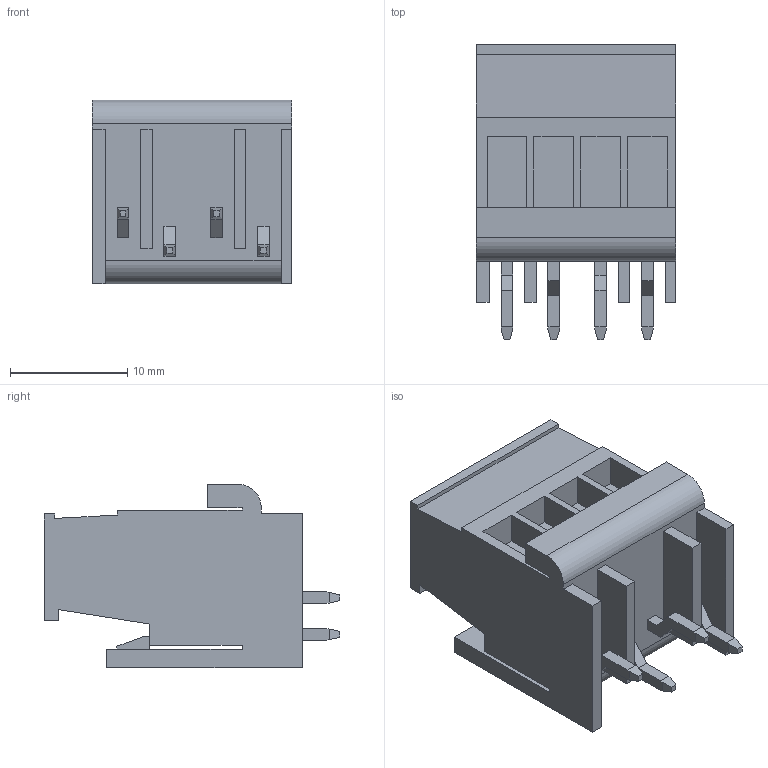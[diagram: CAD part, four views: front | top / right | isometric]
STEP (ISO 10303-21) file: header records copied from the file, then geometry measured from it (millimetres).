
FILE_DESCRIPTION(('CATIA V5 STEP Exchange','CAx-IF Rec.Pracs.--- Model Styling and Organization---1.4--- 2014-01-23'),'2;1');
FILE_NAME ('1268880-1_1_2760980000_2760980000.stp','2022-06-06T02:14:45+00:00',('none'),('Weidmueller'),'CATIA Version 5-6 Release 2016 SP3 HF44','CATIA V5 STEP AP214','none');
FILE_SCHEMA(('AUTOMOTIVE_DESIGN { 1 0 10303 214 1 1 1 1 }'));
Length unit declared in the file: millimetre
Products named in the file (1): Assembly BU,SL_4pole Sn
Bounding box: 17.03 x 25.24 x 15.7 mm (x, y, z)
Volume: 3610 mm3; surface area: 2866.1 mm2
Topology: 5 solids, 5 shells, 138 faces, 355 edges, 236 vertices
Faces by surface type: plane 128, cylinder 10
Entity records: 4002 total; most frequent: ORIENTED_EDGE 710, CARTESIAN_POINT 704, DIRECTION 579, EDGE_CURVE 355, VECTOR 335, LINE 335, VERTEX_POINT 236, EDGE_LOOP 149
